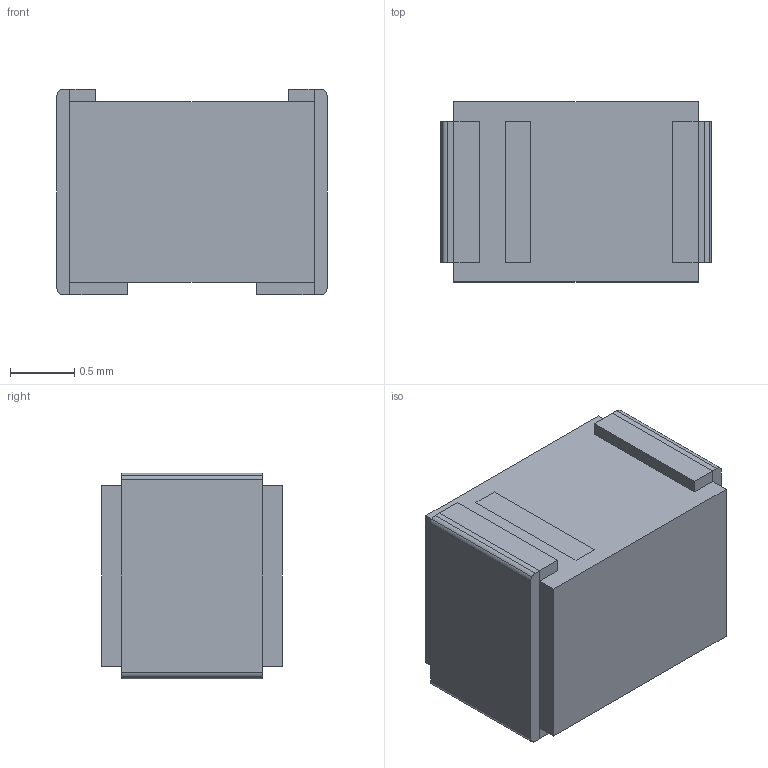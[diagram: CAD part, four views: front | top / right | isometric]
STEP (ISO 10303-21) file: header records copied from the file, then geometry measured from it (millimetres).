
FILE_DESCRIPTION((''),'2;1');
FILE_NAME('DIOM2012X160N.stp','2009-07-14T11:15:29',(''),(''),'Mechanical Desktop 2006','Mechanical Desktop 2006',', , ');
FILE_SCHEMA(('AUTOMOTIVE_DESIGN { 1 2 10303 214 0 1 1 1 }'));
Length unit declared in the file: millimetre
Products named in the file (1): Product
Bounding box: 2.1 x 1.4 x 1.6 mm (x, y, z)
Volume: 4.2 mm3; surface area: 27.3 mm2
Topology: 8 solids, 8 shells, 61 faces, 132 edges, 88 vertices
Faces by surface type: plane 35, bspline 18, cylinder 8
Entity records: 1694 total; most frequent: CARTESIAN_POINT 336, ORIENTED_EDGE 264, DIRECTION 236, EDGE_CURVE 132, VECTOR 116, LINE 116, VERTEX_POINT 88, EDGE_LOOP 62
